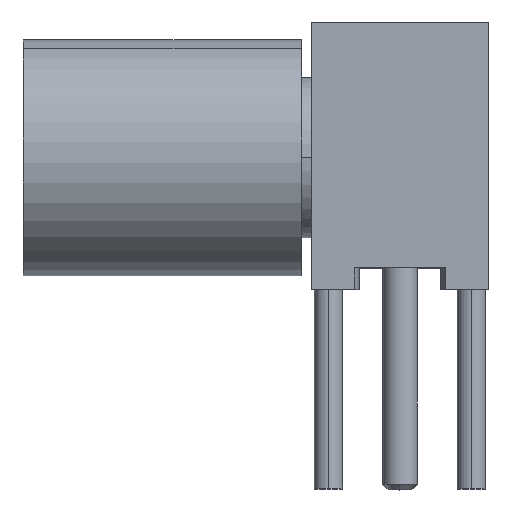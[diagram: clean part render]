
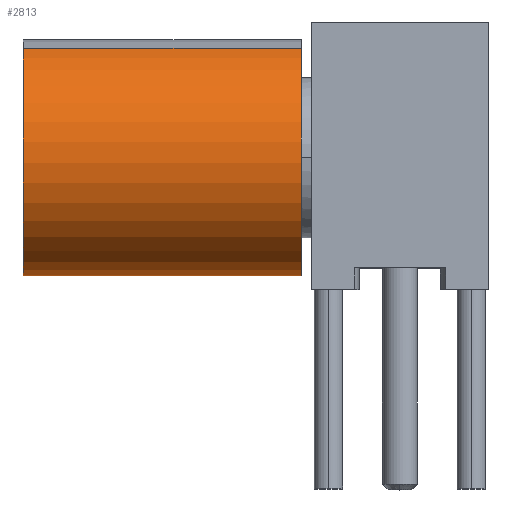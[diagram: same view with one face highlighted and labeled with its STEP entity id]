
A CAD part, top view. The second image highlights one B-rep face of the part: STEP entity #2813.
In plain terms, the highlighted cylindrical face has radius 2.1 mm (diameter 4.2 mm), a partial arc.
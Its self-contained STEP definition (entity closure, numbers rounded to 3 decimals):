
#97 = VECTOR ( 'NONE', #1688, 1000. ) ;
#109 = DIRECTION ( 'NONE',  ( -0.382, -0.924, 0. ) ) ;
#195 = AXIS2_PLACEMENT_3D ( 'NONE', #1126, #1171, #1402 ) ;
#314 = AXIS2_PLACEMENT_3D ( 'NONE', #2056, #595, #109 ) ;
#522 = CYLINDRICAL_SURFACE ( 'NONE', #314, 2.1 ) ;
#531 = CARTESIAN_POINT ( 'NONE',  ( 0., 0., 5.115 ) ) ;
#550 = CARTESIAN_POINT ( 'NONE',  ( 0.802, 1.941, 0.175 ) ) ;
#595 = DIRECTION ( 'NONE',  ( 0., 0., -1. ) ) ;
#755 = ORIENTED_EDGE ( 'NONE', *, *, #2638, .T. ) ;
#911 = EDGE_LOOP ( 'NONE', ( #1078, #2390, #755, #2116 ) ) ;
#960 = VERTEX_POINT ( 'NONE', #2790 ) ;
#1015 = CIRCLE ( 'NONE', #1520, 2.1 ) ;
#1078 = ORIENTED_EDGE ( 'NONE', *, *, #1852, .F. ) ;
#1090 = CARTESIAN_POINT ( 'NONE',  ( -0.802, -1.941, 5.115 ) ) ;
#1126 = CARTESIAN_POINT ( 'NONE',  ( 0., 0., 0.175 ) ) ;
#1154 = VERTEX_POINT ( 'NONE', #1195 ) ;
#1171 = DIRECTION ( 'NONE',  ( 0., 0., -1. ) ) ;
#1195 = CARTESIAN_POINT ( 'NONE',  ( -0.802, -1.941, 0.175 ) ) ;
#1231 = FACE_OUTER_BOUND ( 'NONE', #911, .T. ) ;
#1302 = DIRECTION ( 'NONE',  ( 0., 0., -1. ) ) ;
#1306 = LINE ( 'NONE', #2676, #2704 ) ;
#1402 = DIRECTION ( 'NONE',  ( -0.382, -0.924, 0. ) ) ;
#1421 = CARTESIAN_POINT ( 'NONE',  ( -0.802, -1.941, 0.175 ) ) ;
#1520 = AXIS2_PLACEMENT_3D ( 'NONE', #531, #1302, #2021 ) ;
#1530 = EDGE_CURVE ( 'NONE', #960, #2423, #1015, .T. ) ;
#1688 = DIRECTION ( 'NONE',  ( 0., 0., -1. ) ) ;
#1852 = EDGE_CURVE ( 'NONE', #960, #2314, #1306, .T. ) ;
#2021 = DIRECTION ( 'NONE',  ( -0.382, -0.924, 0. ) ) ;
#2056 = CARTESIAN_POINT ( 'NONE',  ( 0., 0., 0.175 ) ) ;
#2116 = ORIENTED_EDGE ( 'NONE', *, *, #2538, .F. ) ;
#2314 = VERTEX_POINT ( 'NONE', #550 ) ;
#2390 = ORIENTED_EDGE ( 'NONE', *, *, #1530, .T. ) ;
#2423 = VERTEX_POINT ( 'NONE', #1090 ) ;
#2538 = EDGE_CURVE ( 'NONE', #2314, #1154, #2625, .T. ) ;
#2625 = CIRCLE ( 'NONE', #195, 2.1 ) ;
#2638 = EDGE_CURVE ( 'NONE', #2423, #1154, #2836, .T. ) ;
#2676 = CARTESIAN_POINT ( 'NONE',  ( 0.802, 1.941, 0.175 ) ) ;
#2704 = VECTOR ( 'NONE', #2903, 1000. ) ;
#2790 = CARTESIAN_POINT ( 'NONE',  ( 0.802, 1.941, 5.115 ) ) ;
#2813 = ADVANCED_FACE ( 'NONE', ( #1231 ), #522, .T. ) ;
#2836 = LINE ( 'NONE', #1421, #97 ) ;
#2903 = DIRECTION ( 'NONE',  ( 0., 0., -1. ) ) ;
